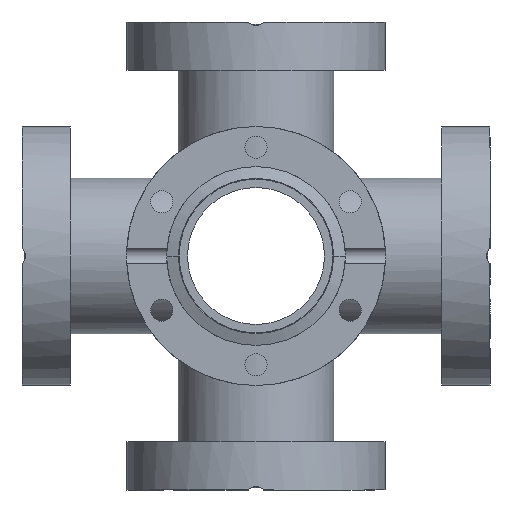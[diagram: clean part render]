
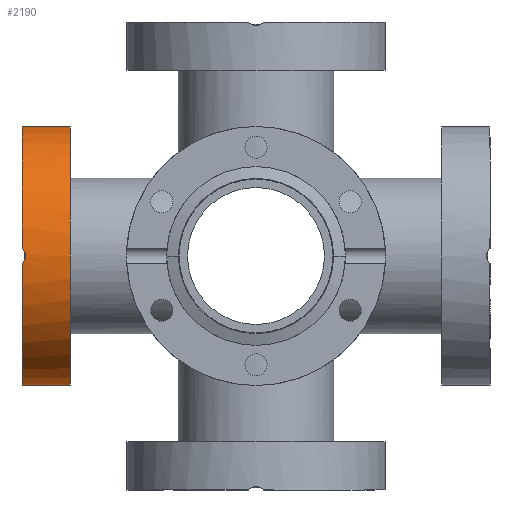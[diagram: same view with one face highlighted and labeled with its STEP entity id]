
A CAD part, front view. The second image highlights one B-rep face of the part: STEP entity #2190.
In plain terms, the highlighted cylindrical face has radius 35 mm (diameter 70 mm), a partial arc.
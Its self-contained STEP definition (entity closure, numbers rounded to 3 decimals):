
#6 = DIRECTION ( 'NONE',  ( 0., 0., 1. ) ) ;
#23 = ORIENTED_EDGE ( 'NONE', *, *, #1370, .F. ) ;
#43 = DIRECTION ( 'NONE',  ( 0., 0., 1. ) ) ;
#88 = CARTESIAN_POINT ( 'NONE',  ( -13., 34.943, 2. ) ) ;
#167 = CARTESIAN_POINT ( 'NONE',  ( -12., 35., 0.191 ) ) ;
#173 = VERTEX_POINT ( 'NONE', #1356 ) ;
#209 = ORIENTED_EDGE ( 'NONE', *, *, #2047, .T. ) ;
#241 = VECTOR ( 'NONE', #2059, 1000. ) ;
#305 = ORIENTED_EDGE ( 'NONE', *, *, #340, .T. ) ;
#340 = EDGE_CURVE ( 'NONE', #2263, #173, #2221, .T. ) ;
#398 = CIRCLE ( 'NONE', #2540, 35. ) ;
#411 = EDGE_CURVE ( 'NONE', #1695, #2263, #3015, .T. ) ;
#436 = CARTESIAN_POINT ( 'NONE',  ( -12.111, 34.992, 0.76 ) ) ;
#456 = DIRECTION ( 'NONE',  ( 0., 0., 1. ) ) ;
#490 = CARTESIAN_POINT ( 'NONE',  ( -12.702, 34.957, 1.748 ) ) ;
#522 = DIRECTION ( 'NONE',  ( 1., 0., 0. ) ) ;
#588 = ORIENTED_EDGE ( 'NONE', *, *, #2292, .T. ) ;
#697 = CARTESIAN_POINT ( 'NONE',  ( -12.35, 34.977, 1.29 ) ) ;
#725 = VERTEX_POINT ( 'NONE', #2741 ) ;
#862 = EDGE_LOOP ( 'NONE', ( #588, #209, #3106, #305, #1534, #23 ) ) ;
#864 = CARTESIAN_POINT ( 'NONE',  ( -13., 0., 35. ) ) ;
#929 = CARTESIAN_POINT ( 'NONE',  ( -12.705, 34.957, -1.75 ) ) ;
#996 = CARTESIAN_POINT ( 'NONE',  ( 0., 0., 35. ) ) ;
#1030 = LINE ( 'NONE', #2077, #2948 ) ;
#1093 = VERTEX_POINT ( 'NONE', #996 ) ;
#1176 = AXIS2_PLACEMENT_3D ( 'NONE', #2041, #522, #2305 ) ;
#1190 = CARTESIAN_POINT ( 'NONE',  ( -12.35, 34.977, -1.291 ) ) ;
#1356 = CARTESIAN_POINT ( 'NONE',  ( -13., 34.943, 2. ) ) ;
#1370 = EDGE_CURVE ( 'NONE', #1093, #1862, #2486, .T. ) ;
#1448 = CARTESIAN_POINT ( 'NONE',  ( -12.112, 34.992, -0.764 ) ) ;
#1530 = DIRECTION ( 'NONE',  ( -1., 0., 0. ) ) ;
#1534 = ORIENTED_EDGE ( 'NONE', *, *, #3063, .T. ) ;
#1572 = DIRECTION ( 'NONE',  ( 1., 0., 0. ) ) ;
#1625 = CARTESIAN_POINT ( 'NONE',  ( -12.844, 34.95, 1.883 ) ) ;
#1632 = CARTESIAN_POINT ( 'NONE',  ( -13., 0., -35. ) ) ;
#1695 = VERTEX_POINT ( 'NONE', #1632 ) ;
#1699 = CARTESIAN_POINT ( 'NONE',  ( -12., 35., -0.195 ) ) ;
#1831 = AXIS2_PLACEMENT_3D ( 'NONE', #3051, #1530, #6 ) ;
#1862 = VERTEX_POINT ( 'NONE', #864 ) ;
#1957 = CARTESIAN_POINT ( 'NONE',  ( -12.022, 34.998, 0.386 ) ) ;
#2041 = CARTESIAN_POINT ( 'NONE',  ( -13., 0., 0. ) ) ;
#2045 = CARTESIAN_POINT ( 'NONE',  ( -60., 0., 35. ) ) ;
#2047 = EDGE_CURVE ( 'NONE', #725, #1695, #1030, .T. ) ;
#2059 = DIRECTION ( 'NONE',  ( -1., 0., 0. ) ) ;
#2077 = CARTESIAN_POINT ( 'NONE',  ( -60., 0., -35. ) ) ;
#2190 = ADVANCED_FACE ( 'NONE', ( #2632 ), #3271, .T. ) ;
#2203 = CARTESIAN_POINT ( 'NONE',  ( -13., 34.943, -2. ) ) ;
#2212 = CARTESIAN_POINT ( 'NONE',  ( -12.177, 34.988, 0.943 ) ) ;
#2221 = B_SPLINE_CURVE_WITH_KNOTS ( 'NONE', 3,
 ( #2203, #2463, #929, #2712, #1190, #2961, #1448, #3230, #1699, #167, #1957, #436, #2212, #697, #2472, #490, #1625, #88 ),
 .UNSPECIFIED., .F., .F.,
 ( 4, 2, 2, 2, 2, 2, 2, 2, 4 ),
 ( 0., 0.001, 0.001, 0.002, 0.002, 0.003, 0.003, 0.004, 0.005 ),
 .UNSPECIFIED. ) ;
#2263 = VERTEX_POINT ( 'NONE', #2525 ) ;
#2292 = EDGE_CURVE ( 'NONE', #1093, #725, #2473, .T. ) ;
#2305 = DIRECTION ( 'NONE',  ( 0., 0., 1. ) ) ;
#2370 = CARTESIAN_POINT ( 'NONE',  ( -60., 0., 0. ) ) ;
#2412 = AXIS2_PLACEMENT_3D ( 'NONE', #2370, #2622, #456 ) ;
#2463 = CARTESIAN_POINT ( 'NONE',  ( -12.844, 34.95, -1.883 ) ) ;
#2472 = CARTESIAN_POINT ( 'NONE',  ( -12.455, 34.97, 1.451 ) ) ;
#2473 = CIRCLE ( 'NONE', #1831, 35. ) ;
#2486 = LINE ( 'NONE', #2045, #241 ) ;
#2525 = CARTESIAN_POINT ( 'NONE',  ( -13., 34.943, -2. ) ) ;
#2540 = AXIS2_PLACEMENT_3D ( 'NONE', #3096, #1572, #43 ) ;
#2622 = DIRECTION ( 'NONE',  ( -1., 0., 0. ) ) ;
#2632 = FACE_OUTER_BOUND ( 'NONE', #862, .T. ) ;
#2712 = CARTESIAN_POINT ( 'NONE',  ( -12.458, 34.97, -1.455 ) ) ;
#2741 = CARTESIAN_POINT ( 'NONE',  ( 0., 0., -35. ) ) ;
#2839 = DIRECTION ( 'NONE',  ( -1., 0., 0. ) ) ;
#2948 = VECTOR ( 'NONE', #2839, 1000. ) ;
#2961 = CARTESIAN_POINT ( 'NONE',  ( -12.178, 34.988, -0.947 ) ) ;
#3015 = CIRCLE ( 'NONE', #1176, 35. ) ;
#3051 = CARTESIAN_POINT ( 'NONE',  ( 0., 0., 0. ) ) ;
#3063 = EDGE_CURVE ( 'NONE', #173, #1862, #398, .T. ) ;
#3096 = CARTESIAN_POINT ( 'NONE',  ( -13., 0., 0. ) ) ;
#3106 = ORIENTED_EDGE ( 'NONE', *, *, #411, .T. ) ;
#3230 = CARTESIAN_POINT ( 'NONE',  ( -12.022, 34.998, -0.386 ) ) ;
#3271 = CYLINDRICAL_SURFACE ( 'NONE', #2412, 35. ) ;
